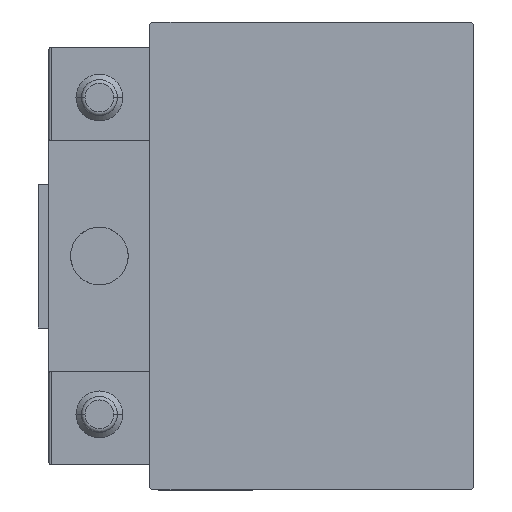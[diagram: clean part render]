
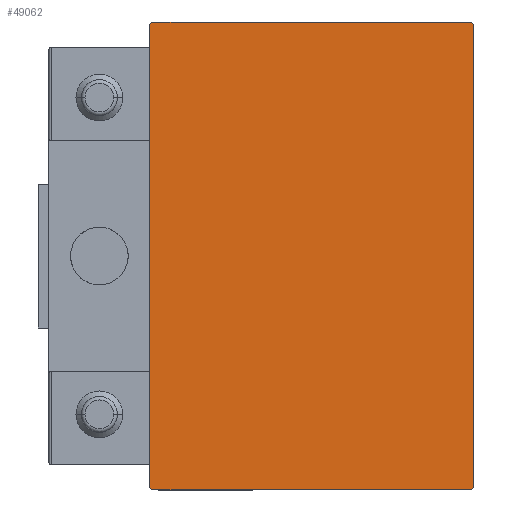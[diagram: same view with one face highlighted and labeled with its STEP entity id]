
A CAD part, left-side view. The second image highlights one B-rep face of the part: STEP entity #49062.
In plain terms, the highlighted face is planar.
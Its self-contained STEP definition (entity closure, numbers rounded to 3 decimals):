
#74 = EDGE_CURVE ( 'NONE', #49789, #30057, #27289, .T. ) ;
#440 = DIRECTION ( 'NONE',  ( 0., -0.707, -0.707 ) ) ;
#1046 = VECTOR ( 'NONE', #4822, 1000. ) ;
#1828 = VERTEX_POINT ( 'NONE', #6811 ) ;
#3844 = DIRECTION ( 'NONE',  ( 0., -1., 0. ) ) ;
#4822 = DIRECTION ( 'NONE',  ( 0., 1., 0. ) ) ;
#5076 = EDGE_CURVE ( 'NONE', #1828, #6668, #7107, .T. ) ;
#5728 = EDGE_CURVE ( 'NONE', #6668, #17987, #14266, .T. ) ;
#6668 = VERTEX_POINT ( 'NONE', #20131 ) ;
#6811 = CARTESIAN_POINT ( 'NONE',  ( 70., 22.2, -32.5 ) ) ;
#6972 = VECTOR ( 'NONE', #37887, 1000. ) ;
#7107 = LINE ( 'NONE', #22502, #6972 ) ;
#7182 = DIRECTION ( 'NONE',  ( 0., 0., 1. ) ) ;
#8247 = VECTOR ( 'NONE', #14222, 1000. ) ;
#9429 = CARTESIAN_POINT ( 'NONE',  ( 70., -22.5, 32.2 ) ) ;
#11039 = ORIENTED_EDGE ( 'NONE', *, *, #16328, .T. ) ;
#11749 = CARTESIAN_POINT ( 'NONE',  ( 70., -22.5, -32.2 ) ) ;
#12065 = VERTEX_POINT ( 'NONE', #49275 ) ;
#12405 = ORIENTED_EDGE ( 'NONE', *, *, #13804, .T. ) ;
#12444 = EDGE_CURVE ( 'NONE', #36617, #12065, #46180, .T. ) ;
#13804 = EDGE_CURVE ( 'NONE', #12065, #49789, #30732, .T. ) ;
#14222 = DIRECTION ( 'NONE',  ( 0., 0.707, -0.707 ) ) ;
#14266 = LINE ( 'NONE', #30146, #44841 ) ;
#16328 = EDGE_CURVE ( 'NONE', #17987, #36617, #20746, .T. ) ;
#16719 = CARTESIAN_POINT ( 'NONE',  ( 70., 27.35, 27.35 ) ) ;
#17987 = VERTEX_POINT ( 'NONE', #41108 ) ;
#18108 = VECTOR ( 'NONE', #19462, 1000. ) ;
#19462 = DIRECTION ( 'NONE',  ( 0., 0., -1. ) ) ;
#19747 = VECTOR ( 'NONE', #19993, 1000. ) ;
#19993 = DIRECTION ( 'NONE',  ( 0., -0.707, 0.707 ) ) ;
#20131 = CARTESIAN_POINT ( 'NONE',  ( 70., 22.5, -32.2 ) ) ;
#20252 = ORIENTED_EDGE ( 'NONE', *, *, #12444, .T. ) ;
#20509 = FACE_OUTER_BOUND ( 'NONE', #33291, .T. ) ;
#20513 = ORIENTED_EDGE ( 'NONE', *, *, #5076, .T. ) ;
#20746 = LINE ( 'NONE', #16719, #19747 ) ;
#22502 = CARTESIAN_POINT ( 'NONE',  ( 70., 27.35, -27.35 ) ) ;
#22898 = CARTESIAN_POINT ( 'NONE',  ( 70., -27.35, 27.35 ) ) ;
#25835 = CARTESIAN_POINT ( 'NONE',  ( 70., 22.2, 32.5 ) ) ;
#26321 = LINE ( 'NONE', #41704, #8247 ) ;
#27289 = LINE ( 'NONE', #35862, #18108 ) ;
#27536 = ORIENTED_EDGE ( 'NONE', *, *, #41958, .T. ) ;
#30057 = VERTEX_POINT ( 'NONE', #11749 ) ;
#30146 = CARTESIAN_POINT ( 'NONE',  ( 70., 22.5, -32.5 ) ) ;
#30732 = LINE ( 'NONE', #22898, #47927 ) ;
#31111 = ORIENTED_EDGE ( 'NONE', *, *, #36656, .T. ) ;
#32393 = DIRECTION ( 'NONE',  ( 0., 0., -1. ) ) ;
#32773 = ORIENTED_EDGE ( 'NONE', *, *, #5728, .T. ) ;
#33291 = EDGE_LOOP ( 'NONE', ( #27536, #20513, #32773, #11039, #20252, #12405, #37945, #31111 ) ) ;
#33501 = AXIS2_PLACEMENT_3D ( 'NONE', #43704, #36175, #32393 ) ;
#35862 = CARTESIAN_POINT ( 'NONE',  ( 70., -22.5, 32.5 ) ) ;
#35916 = PLANE ( 'NONE',  #33501 ) ;
#36175 = DIRECTION ( 'NONE',  ( 1., 0., 0. ) ) ;
#36617 = VERTEX_POINT ( 'NONE', #25835 ) ;
#36656 = EDGE_CURVE ( 'NONE', #30057, #48471, #26321, .T. ) ;
#37887 = DIRECTION ( 'NONE',  ( 0., 0.707, 0.707 ) ) ;
#37945 = ORIENTED_EDGE ( 'NONE', *, *, #74, .T. ) ;
#41108 = CARTESIAN_POINT ( 'NONE',  ( 70., 22.5, 32.2 ) ) ;
#41704 = CARTESIAN_POINT ( 'NONE',  ( 70., -27.35, -27.35 ) ) ;
#41958 = EDGE_CURVE ( 'NONE', #48471, #1828, #43150, .T. ) ;
#42669 = CARTESIAN_POINT ( 'NONE',  ( 70., 22.5, 32.5 ) ) ;
#43150 = LINE ( 'NONE', #46154, #1046 ) ;
#43704 = CARTESIAN_POINT ( 'NONE',  ( 70., 0., 0. ) ) ;
#44841 = VECTOR ( 'NONE', #7182, 1000. ) ;
#46154 = CARTESIAN_POINT ( 'NONE',  ( 70., -22.5, -32.5 ) ) ;
#46180 = LINE ( 'NONE', #42669, #49485 ) ;
#47927 = VECTOR ( 'NONE', #440, 1000. ) ;
#48471 = VERTEX_POINT ( 'NONE', #49068 ) ;
#49062 = ADVANCED_FACE ( 'NONE', ( #20509 ), #35916, .T. ) ;
#49068 = CARTESIAN_POINT ( 'NONE',  ( 70., -22.2, -32.5 ) ) ;
#49275 = CARTESIAN_POINT ( 'NONE',  ( 70., -22.2, 32.5 ) ) ;
#49485 = VECTOR ( 'NONE', #3844, 1000. ) ;
#49789 = VERTEX_POINT ( 'NONE', #9429 ) ;
